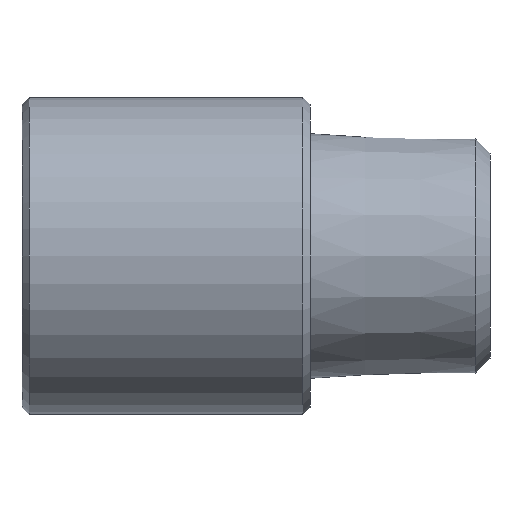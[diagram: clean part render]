
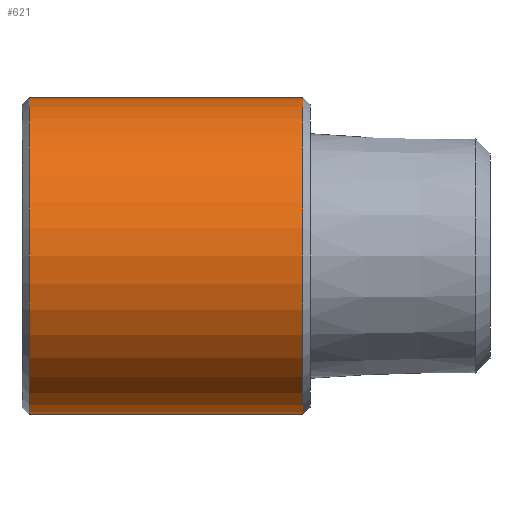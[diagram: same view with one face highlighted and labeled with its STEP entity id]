
A CAD part, front view. The second image highlights one B-rep face of the part: STEP entity #621.
In plain terms, the highlighted cylindrical face has radius 11 mm (diameter 22 mm), a full revolution.
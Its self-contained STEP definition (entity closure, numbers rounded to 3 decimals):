
#69=CYLINDRICAL_SURFACE('',#679,11.);
#72=FACE_OUTER_BOUND('',#107,.T.);
#107=EDGE_LOOP('',(#431,#432,#433,#434,#435,#436));
#145=LINE('',#891,#201);
#201=VECTOR('',#737,11.);
#257=CIRCLE('',#677,11.);
#258=CIRCLE('',#678,11.);
#259=CIRCLE('',#680,11.);
#260=CIRCLE('',#681,11.);
#271=VERTEX_POINT('',#884);
#272=VERTEX_POINT('',#886);
#273=VERTEX_POINT('',#890);
#274=VERTEX_POINT('',#892);
#334=EDGE_CURVE('',#271,#272,#257,.T.);
#335=EDGE_CURVE('',#272,#271,#258,.T.);
#336=EDGE_CURVE('',#272,#273,#145,.T.);
#337=EDGE_CURVE('',#274,#273,#259,.T.);
#338=EDGE_CURVE('',#273,#274,#260,.T.);
#431=ORIENTED_EDGE('',*,*,#334,.F.);
#432=ORIENTED_EDGE('',*,*,#335,.F.);
#433=ORIENTED_EDGE('',*,*,#336,.T.);
#434=ORIENTED_EDGE('',*,*,#337,.F.);
#435=ORIENTED_EDGE('',*,*,#338,.F.);
#436=ORIENTED_EDGE('',*,*,#336,.F.);
#621=ADVANCED_FACE('',(#72),#69,.T.);
#677=AXIS2_PLACEMENT_3D('',#887,#731,#732);
#678=AXIS2_PLACEMENT_3D('',#888,#733,#734);
#679=AXIS2_PLACEMENT_3D('',#889,#735,#736);
#680=AXIS2_PLACEMENT_3D('',#893,#738,#739);
#681=AXIS2_PLACEMENT_3D('',#894,#740,#741);
#731=DIRECTION('center_axis',(1.,0.,0.));
#732=DIRECTION('ref_axis',(0.,-1.,0.));
#733=DIRECTION('center_axis',(1.,0.,0.));
#734=DIRECTION('ref_axis',(0.,-1.,0.));
#735=DIRECTION('center_axis',(1.,0.,0.));
#736=DIRECTION('ref_axis',(0.,1.,0.));
#737=DIRECTION('',(-1.,0.,0.));
#738=DIRECTION('center_axis',(-1.,0.,0.));
#739=DIRECTION('ref_axis',(0.,-1.,0.));
#740=DIRECTION('center_axis',(-1.,0.,0.));
#741=DIRECTION('ref_axis',(0.,-1.,0.));
#884=CARTESIAN_POINT('',(19.5,11.,0.));
#886=CARTESIAN_POINT('',(19.5,-11.,0.));
#887=CARTESIAN_POINT('Origin',(19.5,0.,0.));
#888=CARTESIAN_POINT('Origin',(19.5,0.,0.));
#889=CARTESIAN_POINT('Origin',(10.,0.,0.));
#890=CARTESIAN_POINT('',(0.5,-11.,0.));
#891=CARTESIAN_POINT('',(10.,-11.,0.));
#892=CARTESIAN_POINT('',(0.5,11.,0.));
#893=CARTESIAN_POINT('Origin',(0.5,0.,0.));
#894=CARTESIAN_POINT('Origin',(0.5,0.,0.));
